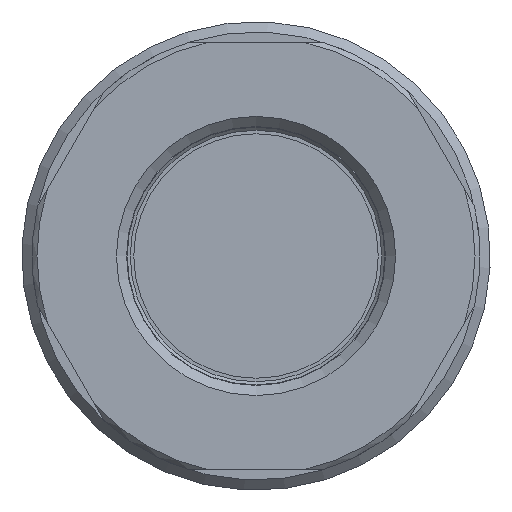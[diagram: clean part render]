
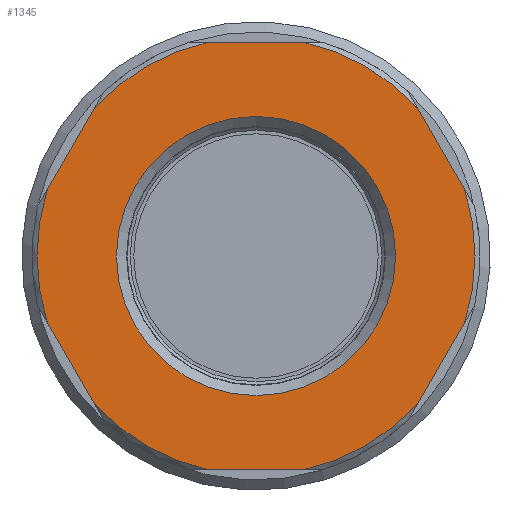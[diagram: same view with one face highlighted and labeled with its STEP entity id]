
A CAD part, left-side view. The second image highlights one B-rep face of the part: STEP entity #1345.
In plain terms, the highlighted planar face has unit normal (-1, 0, 0).
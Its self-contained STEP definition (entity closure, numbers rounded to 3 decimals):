
#176=FACE_BOUND('',#342,.T.);
#194=PLANE('',#1507);
#254=FACE_OUTER_BOUND('',#341,.T.);
#341=EDGE_LOOP('',(#1118,#1119,#1120,#1121,#1122,#1123,#1124,#1125,#1126,
#1127,#1128,#1129));
#342=EDGE_LOOP('',(#1130));
#400=LINE('',#2249,#455);
#401=LINE('',#2253,#456);
#402=LINE('',#2257,#457);
#403=LINE('',#2261,#458);
#404=LINE('',#2265,#459);
#405=LINE('',#2269,#460);
#455=VECTOR('',#1824,10.);
#456=VECTOR('',#1827,10.);
#457=VECTOR('',#1830,10.);
#458=VECTOR('',#1833,10.);
#459=VECTOR('',#1836,10.);
#460=VECTOR('',#1839,10.);
#541=CIRCLE('',#1504,6.85);
#543=CIRCLE('',#1508,10.75);
#544=CIRCLE('',#1509,10.75);
#545=CIRCLE('',#1510,10.75);
#546=CIRCLE('',#1511,10.75);
#547=CIRCLE('',#1512,10.75);
#548=CIRCLE('',#1513,10.75);
#642=VERTEX_POINT('',#2239);
#644=VERTEX_POINT('',#2247);
#645=VERTEX_POINT('',#2248);
#646=VERTEX_POINT('',#2250);
#647=VERTEX_POINT('',#2252);
#648=VERTEX_POINT('',#2254);
#649=VERTEX_POINT('',#2256);
#650=VERTEX_POINT('',#2258);
#651=VERTEX_POINT('',#2260);
#652=VERTEX_POINT('',#2262);
#653=VERTEX_POINT('',#2264);
#654=VERTEX_POINT('',#2266);
#655=VERTEX_POINT('',#2268);
#807=EDGE_CURVE('',#642,#642,#541,.T.);
#811=EDGE_CURVE('',#644,#645,#400,.T.);
#812=EDGE_CURVE('',#646,#645,#543,.T.);
#813=EDGE_CURVE('',#646,#647,#401,.T.);
#814=EDGE_CURVE('',#648,#647,#544,.T.);
#815=EDGE_CURVE('',#648,#649,#402,.T.);
#816=EDGE_CURVE('',#650,#649,#545,.T.);
#817=EDGE_CURVE('',#650,#651,#403,.T.);
#818=EDGE_CURVE('',#652,#651,#546,.T.);
#819=EDGE_CURVE('',#652,#653,#404,.T.);
#820=EDGE_CURVE('',#654,#653,#547,.T.);
#821=EDGE_CURVE('',#654,#655,#405,.T.);
#822=EDGE_CURVE('',#644,#655,#548,.T.);
#1118=ORIENTED_EDGE('',*,*,#811,.T.);
#1119=ORIENTED_EDGE('',*,*,#812,.F.);
#1120=ORIENTED_EDGE('',*,*,#813,.T.);
#1121=ORIENTED_EDGE('',*,*,#814,.F.);
#1122=ORIENTED_EDGE('',*,*,#815,.T.);
#1123=ORIENTED_EDGE('',*,*,#816,.F.);
#1124=ORIENTED_EDGE('',*,*,#817,.T.);
#1125=ORIENTED_EDGE('',*,*,#818,.F.);
#1126=ORIENTED_EDGE('',*,*,#819,.T.);
#1127=ORIENTED_EDGE('',*,*,#820,.F.);
#1128=ORIENTED_EDGE('',*,*,#821,.T.);
#1129=ORIENTED_EDGE('',*,*,#822,.F.);
#1130=ORIENTED_EDGE('',*,*,#807,.F.);
#1345=ADVANCED_FACE('',(#254,#176),#194,.T.);
#1504=AXIS2_PLACEMENT_3D('',#2240,#1814,#1815);
#1507=AXIS2_PLACEMENT_3D('',#2246,#1822,#1823);
#1508=AXIS2_PLACEMENT_3D('',#2251,#1825,#1826);
#1509=AXIS2_PLACEMENT_3D('',#2255,#1828,#1829);
#1510=AXIS2_PLACEMENT_3D('',#2259,#1831,#1832);
#1511=AXIS2_PLACEMENT_3D('',#2263,#1834,#1835);
#1512=AXIS2_PLACEMENT_3D('',#2267,#1837,#1838);
#1513=AXIS2_PLACEMENT_3D('',#2270,#1840,#1841);
#1814=DIRECTION('center_axis',(-1.,0.,0.));
#1815=DIRECTION('ref_axis',(0.,0.,-1.));
#1822=DIRECTION('center_axis',(-1.,0.,0.));
#1823=DIRECTION('ref_axis',(0.,0.,1.));
#1824=DIRECTION('',(0.,-0.5,-0.866));
#1825=DIRECTION('center_axis',(1.,0.,0.));
#1826=DIRECTION('ref_axis',(0.,-1.,0.));
#1827=DIRECTION('',(0.,-1.,0.));
#1828=DIRECTION('center_axis',(1.,0.,0.));
#1829=DIRECTION('ref_axis',(0.,-1.,0.));
#1830=DIRECTION('',(0.,-0.5,0.866));
#1831=DIRECTION('center_axis',(1.,0.,0.));
#1832=DIRECTION('ref_axis',(0.,-1.,0.));
#1833=DIRECTION('',(0.,0.5,0.866));
#1834=DIRECTION('center_axis',(1.,0.,0.));
#1835=DIRECTION('ref_axis',(0.,-1.,0.));
#1836=DIRECTION('',(0.,1.,0.));
#1837=DIRECTION('center_axis',(1.,0.,0.));
#1838=DIRECTION('ref_axis',(0.,-1.,0.));
#1839=DIRECTION('',(0.,0.5,-0.866));
#1840=DIRECTION('center_axis',(1.,0.,0.));
#1841=DIRECTION('ref_axis',(0.,-1.,0.));
#2239=CARTESIAN_POINT('',(0.,0.,6.85));
#2240=CARTESIAN_POINT('Origin',(0.,0.,0.));
#2246=CARTESIAN_POINT('Origin',(0.,0.,0.));
#2247=CARTESIAN_POINT('',(0.,10.246,-3.254));
#2248=CARTESIAN_POINT('',(0.,7.941,-7.246));
#2249=CARTESIAN_POINT('',(0.,10.609,-2.625));
#2250=CARTESIAN_POINT('',(0.,2.305,-10.5));
#2251=CARTESIAN_POINT('Origin',(0.,0.,0.));
#2252=CARTESIAN_POINT('',(0.,-2.305,-10.5));
#2253=CARTESIAN_POINT('',(0.,3.031,-10.5));
#2254=CARTESIAN_POINT('',(0.,-7.941,-7.246));
#2255=CARTESIAN_POINT('Origin',(0.,0.,0.));
#2256=CARTESIAN_POINT('',(0.,-10.246,-3.254));
#2257=CARTESIAN_POINT('',(0.,-7.578,-7.875));
#2258=CARTESIAN_POINT('',(0.,-10.246,3.254));
#2259=CARTESIAN_POINT('Origin',(0.,0.,0.));
#2260=CARTESIAN_POINT('',(0.,-7.941,7.246));
#2261=CARTESIAN_POINT('',(0.,-10.609,2.625));
#2262=CARTESIAN_POINT('',(0.,-2.305,10.5));
#2263=CARTESIAN_POINT('Origin',(0.,0.,0.));
#2264=CARTESIAN_POINT('',(0.,2.305,10.5));
#2265=CARTESIAN_POINT('',(0.,-3.031,10.5));
#2266=CARTESIAN_POINT('',(0.,7.941,7.246));
#2267=CARTESIAN_POINT('Origin',(0.,0.,0.));
#2268=CARTESIAN_POINT('',(0.,10.246,3.254));
#2269=CARTESIAN_POINT('',(0.,7.578,7.875));
#2270=CARTESIAN_POINT('Origin',(0.,0.,0.));
